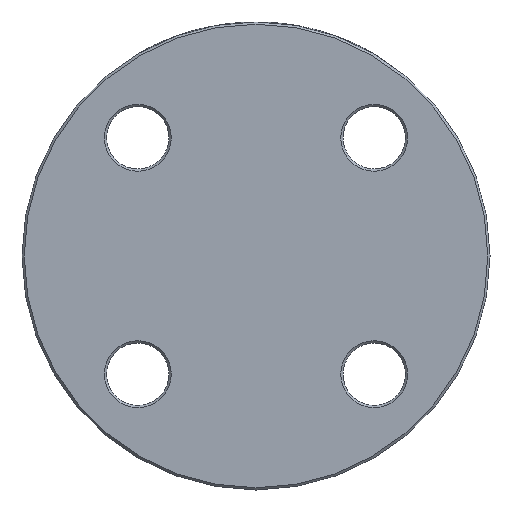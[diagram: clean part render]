
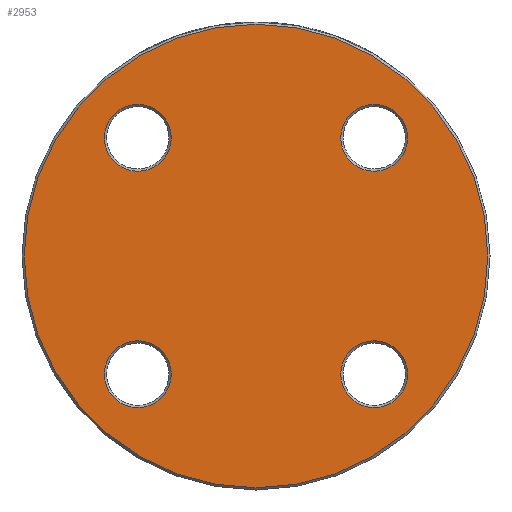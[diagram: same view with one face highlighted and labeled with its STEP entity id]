
A CAD part, left-side view. The second image highlights one B-rep face of the part: STEP entity #2953.
In plain terms, the highlighted planar face has unit normal (-1, 0, 0).
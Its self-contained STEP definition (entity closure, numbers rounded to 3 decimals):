
#59 = AXIS2_PLACEMENT_3D ( 'NONE', #1859, #3162, #5258 ) ;
#104 = AXIS2_PLACEMENT_3D ( 'NONE', #3551, #4494, #4888 ) ;
#125 = VERTEX_POINT ( 'NONE', #3524 ) ;
#497 = ORIENTED_EDGE ( 'NONE', *, *, #779, .T. ) ;
#688 = DIRECTION ( 'NONE',  ( 1., 0., 0. ) ) ;
#779 = EDGE_CURVE ( 'NONE', #3555, #3555, #4029, .T. ) ;
#844 = AXIS2_PLACEMENT_3D ( 'NONE', #4481, #688, #5307 ) ;
#915 = VERTEX_POINT ( 'NONE', #4320 ) ;
#932 = CIRCLE ( 'NONE', #59, 7.5 ) ;
#1031 = ORIENTED_EDGE ( 'NONE', *, *, #4337, .T. ) ;
#1122 = EDGE_CURVE ( 'NONE', #4783, #4783, #1284, .T. ) ;
#1252 = FACE_BOUND ( 'NONE', #2533, .T. ) ;
#1284 = CIRCLE ( 'NONE', #2704, 52. ) ;
#1330 = CARTESIAN_POINT ( 'NONE',  ( 0., 0., 0. ) ) ;
#1373 = CIRCLE ( 'NONE', #844, 7.5 ) ;
#1597 = FACE_BOUND ( 'NONE', #2212, .T. ) ;
#1672 = ORIENTED_EDGE ( 'NONE', *, *, #1870, .T. ) ;
#1859 = CARTESIAN_POINT ( 'NONE',  ( 0., 26.517, -26.517 ) ) ;
#1867 = EDGE_LOOP ( 'NONE', ( #1031 ) ) ;
#1870 = EDGE_CURVE ( 'NONE', #915, #915, #1373, .T. ) ;
#2014 = DIRECTION ( 'NONE',  ( 1., 0., 0. ) ) ;
#2111 = ORIENTED_EDGE ( 'NONE', *, *, #1122, .T. ) ;
#2112 = PLANE ( 'NONE',  #3370 ) ;
#2144 = EDGE_CURVE ( 'NONE', #4294, #4294, #932, .T. ) ;
#2197 = CARTESIAN_POINT ( 'NONE',  ( 0., 26.517, -34.017 ) ) ;
#2212 = EDGE_LOOP ( 'NONE', ( #4919 ) ) ;
#2453 = FACE_BOUND ( 'NONE', #1867, .T. ) ;
#2533 = EDGE_LOOP ( 'NONE', ( #497 ) ) ;
#2575 = EDGE_LOOP ( 'NONE', ( #1672 ) ) ;
#2704 = AXIS2_PLACEMENT_3D ( 'NONE', #1330, #3518, #4288 ) ;
#2844 = DIRECTION ( 'NONE',  ( 0., 0., -1. ) ) ;
#2941 = CARTESIAN_POINT ( 'NONE',  ( 0., 0., 0. ) ) ;
#2953 = ADVANCED_FACE ( 'NONE', ( #5407, #5041, #2453, #1252, #1597 ), #2112, .F. ) ;
#3162 = DIRECTION ( 'NONE',  ( 1., 0., 0. ) ) ;
#3370 = AXIS2_PLACEMENT_3D ( 'NONE', #2941, #4635, #4966 ) ;
#3518 = DIRECTION ( 'NONE',  ( -1., 0., 0. ) ) ;
#3524 = CARTESIAN_POINT ( 'NONE',  ( 0., -26.517, 19.017 ) ) ;
#3551 = CARTESIAN_POINT ( 'NONE',  ( 0., -26.517, 26.517 ) ) ;
#3555 = VERTEX_POINT ( 'NONE', #4721 ) ;
#3587 = AXIS2_PLACEMENT_3D ( 'NONE', #4921, #2014, #2844 ) ;
#4029 = CIRCLE ( 'NONE', #3587, 7.5 ) ;
#4288 = DIRECTION ( 'NONE',  ( 0., 0., -1. ) ) ;
#4294 = VERTEX_POINT ( 'NONE', #2197 ) ;
#4320 = CARTESIAN_POINT ( 'NONE',  ( 0., 26.517, 19.017 ) ) ;
#4337 = EDGE_CURVE ( 'NONE', #125, #125, #4615, .T. ) ;
#4413 = CARTESIAN_POINT ( 'NONE',  ( 0., 0., -52. ) ) ;
#4481 = CARTESIAN_POINT ( 'NONE',  ( 0., 26.517, 26.517 ) ) ;
#4494 = DIRECTION ( 'NONE',  ( 1., 0., 0. ) ) ;
#4583 = EDGE_LOOP ( 'NONE', ( #2111 ) ) ;
#4615 = CIRCLE ( 'NONE', #104, 7.5 ) ;
#4635 = DIRECTION ( 'NONE',  ( 1., 0., 0. ) ) ;
#4721 = CARTESIAN_POINT ( 'NONE',  ( 0., -26.517, -34.017 ) ) ;
#4783 = VERTEX_POINT ( 'NONE', #4413 ) ;
#4888 = DIRECTION ( 'NONE',  ( 0., 0., -1. ) ) ;
#4919 = ORIENTED_EDGE ( 'NONE', *, *, #2144, .T. ) ;
#4921 = CARTESIAN_POINT ( 'NONE',  ( 0., -26.517, -26.517 ) ) ;
#4966 = DIRECTION ( 'NONE',  ( 0., 0., -1. ) ) ;
#5041 = FACE_BOUND ( 'NONE', #2575, .T. ) ;
#5258 = DIRECTION ( 'NONE',  ( 0., 0., -1. ) ) ;
#5307 = DIRECTION ( 'NONE',  ( 0., 0., -1. ) ) ;
#5407 = FACE_OUTER_BOUND ( 'NONE', #4583, .T. ) ;
